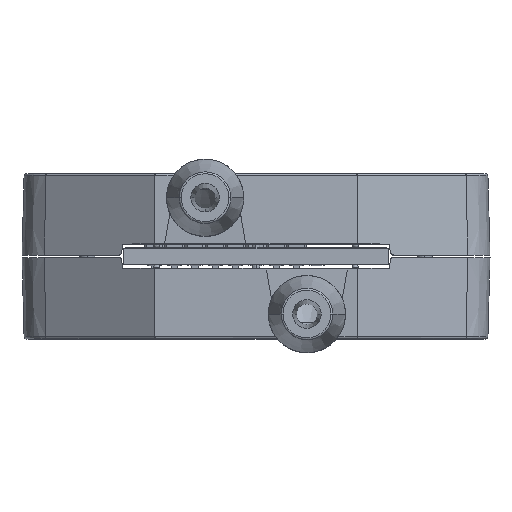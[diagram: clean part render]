
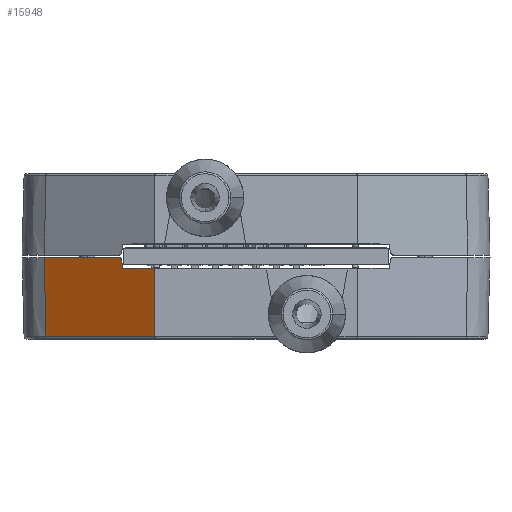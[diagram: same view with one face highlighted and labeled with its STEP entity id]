
A CAD part, top view. The second image highlights one B-rep face of the part: STEP entity #15948.
In plain terms, the highlighted face is planar.
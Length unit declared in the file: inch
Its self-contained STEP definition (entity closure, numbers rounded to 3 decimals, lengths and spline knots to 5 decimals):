
#596 = DIRECTION ( 'NONE',  ( 0.83, 0., -0.558 ) ) ;
#753 = DIRECTION ( 'NONE',  ( 0.83, 0., -0.558 ) ) ;
#939 = DIRECTION ( 'NONE',  ( -0.83, 0., 0.558 ) ) ;
#1187 = DIRECTION ( 'NONE',  ( 0.558, 0.026, 0.83 ) ) ;
#1403 = CARTESIAN_POINT ( 'NONE',  ( 0.51829, 0.09757, 0.10163 ) ) ;
#1711 = ORIENTED_EDGE ( 'NONE', *, *, #15871, .T. ) ;
#1960 = VERTEX_POINT ( 'NONE', #15319 ) ;
#2673 = CARTESIAN_POINT ( 'NONE',  ( 0.24571, 0.19513, 0.28173 ) ) ;
#2720 = VERTEX_POINT ( 'NONE', #6721 ) ;
#2722 = DIRECTION ( 'NONE',  ( 0.008, -1., 0.026 ) ) ;
#3065 = VERTEX_POINT ( 'NONE', #20404 ) ;
#3694 = CARTESIAN_POINT ( 'NONE',  ( 0.33332, 0., 0.22901 ) ) ;
#4067 = VECTOR ( 'NONE', #753, 39.37008 ) ;
#4128 = EDGE_CURVE ( 'NONE', #3065, #9184, #11912, .T. ) ;
#4400 = CARTESIAN_POINT ( 'NONE',  ( 0.51687, 0.19513, 0.09951 ) ) ;
#4483 = CARTESIAN_POINT ( 'NONE',  ( 0.24817, 0.027, 0.28538 ) ) ;
#4837 = LINE ( 'NONE', #8799, #12048 ) ;
#5796 = ORIENTED_EDGE ( 'NONE', *, *, #20261, .F. ) ;
#5824 = EDGE_CURVE ( 'NONE', #1960, #3065, #4837, .T. ) ;
#6519 = CARTESIAN_POINT ( 'NONE',  ( 0.24856, 0., 0.28597 ) ) ;
#6721 = CARTESIAN_POINT ( 'NONE',  ( 0.51972, 0., 0.10375 ) ) ;
#7219 = EDGE_CURVE ( 'NONE', #16822, #21985, #21346, .T. ) ;
#8382 = FACE_OUTER_BOUND ( 'NONE', #18755, .T. ) ;
#8407 = LINE ( 'NONE', #23041, #21411 ) ;
#8799 = CARTESIAN_POINT ( 'NONE',  ( 0.24844, 0.19513, 0.27989 ) ) ;
#9184 = VERTEX_POINT ( 'NONE', #24503 ) ;
#9343 = DIRECTION ( 'NONE',  ( -0.015, 1., -0.022 ) ) ;
#9391 = CARTESIAN_POINT ( 'NONE',  ( 0.32972, 0.0073, 0.2312 ) ) ;
#9665 = ORIENTED_EDGE ( 'NONE', *, *, #5824, .T. ) ;
#10241 = LINE ( 'NONE', #2673, #23661 ) ;
#11188 = ORIENTED_EDGE ( 'NONE', *, *, #23745, .T. ) ;
#11912 = LINE ( 'NONE', #4483, #4067 ) ;
#11930 = VECTOR ( 'NONE', #19522, 39.37008 ) ;
#11973 = CARTESIAN_POINT ( 'NONE',  ( 0.32972, 0.0073, 0.2312 ) ) ;
#12048 = VECTOR ( 'NONE', #2722, 39.37008 ) ;
#12094 = DIRECTION ( 'NONE',  ( 0.83, 0., -0.558 ) ) ;
#12855 = CARTESIAN_POINT ( 'NONE',  ( 0.33769, 0., 0.22607 ) ) ;
#13219 = VERTEX_POINT ( 'NONE', #4400 ) ;
#15267 = ORIENTED_EDGE ( 'NONE', *, *, #4128, .T. ) ;
#15319 = CARTESIAN_POINT ( 'NONE',  ( 0.24844, 0.19513, 0.27989 ) ) ;
#15765 = CARTESIAN_POINT ( 'NONE',  ( 0.33769, 0., 0.22607 ) ) ;
#15871 = EDGE_CURVE ( 'NONE', #13219, #1960, #10241, .T. ) ;
#15948 = ADVANCED_FACE ( 'NONE', ( #8382 ), #23263, .T. ) ;
#16822 = VERTEX_POINT ( 'NONE', #21784 ) ;
#17429 = ORIENTED_EDGE ( 'NONE', *, *, #7219, .T. ) ;
#18755 = EDGE_LOOP ( 'NONE', ( #5796, #17429, #20632, #11188, #1711, #9665, #15267 ) ) ;
#19205 = LINE ( 'NONE', #1403, #23488 ) ;
#19522 = DIRECTION ( 'NONE',  ( -0.087, 0.996, 0.027 ) ) ;
#20261 = EDGE_CURVE ( 'NONE', #16822, #9184, #21622, .T. ) ;
#20404 = CARTESIAN_POINT ( 'NONE',  ( 0.24978, 0.027, 0.28429 ) ) ;
#20537 = CARTESIAN_POINT ( 'NONE',  ( 0.3301, 0.00295, 0.23108 ) ) ;
#20632 = ORIENTED_EDGE ( 'NONE', *, *, #21116, .T. ) ;
#21116 = EDGE_CURVE ( 'NONE', #21985, #2720, #8407, .T. ) ;
#21346 =( BOUNDED_CURVE ( )  B_SPLINE_CURVE ( 3, ( #9391, #20537, #3694, #12855 ),
 .UNSPECIFIED., .F., .T. ) 
 B_SPLINE_CURVE_WITH_KNOTS ( ( 4, 4 ),
 ( 0.04035, 1.52388 ),
 .UNSPECIFIED. ) 
 CURVE ( )  GEOMETRIC_REPRESENTATION_ITEM ( )  RATIONAL_B_SPLINE_CURVE ( ( 1., 0.825, 0.825, 1. ) ) 
 REPRESENTATION_ITEM ( '' )  );
#21411 = VECTOR ( 'NONE', #596, 39.37008 ) ;
#21622 = LINE ( 'NONE', #11973, #11930 ) ;
#21784 = CARTESIAN_POINT ( 'NONE',  ( 0.32972, 0.0073, 0.2312 ) ) ;
#21985 = VERTEX_POINT ( 'NONE', #15765 ) ;
#22091 = AXIS2_PLACEMENT_3D ( 'NONE', #6519, #1187, #12094 ) ;
#23041 = CARTESIAN_POINT ( 'NONE',  ( 0.38414, 0., 0.19486 ) ) ;
#23263 = PLANE ( 'NONE',  #22091 ) ;
#23488 = VECTOR ( 'NONE', #9343, 39.37008 ) ;
#23661 = VECTOR ( 'NONE', #939, 39.37008 ) ;
#23745 = EDGE_CURVE ( 'NONE', #2720, #13219, #19205, .T. ) ;
#24503 = CARTESIAN_POINT ( 'NONE',  ( 0.328, 0.027, 0.23173 ) ) ;
